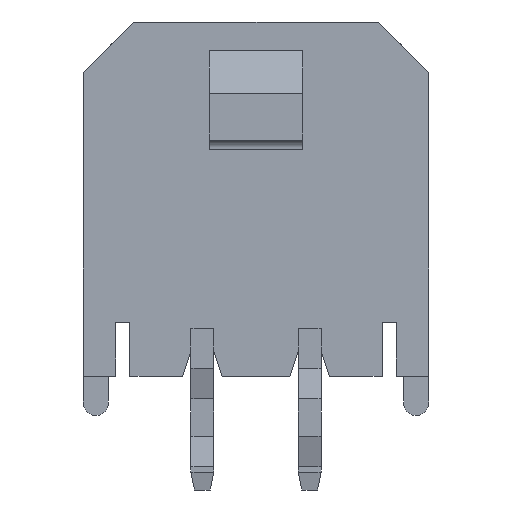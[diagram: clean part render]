
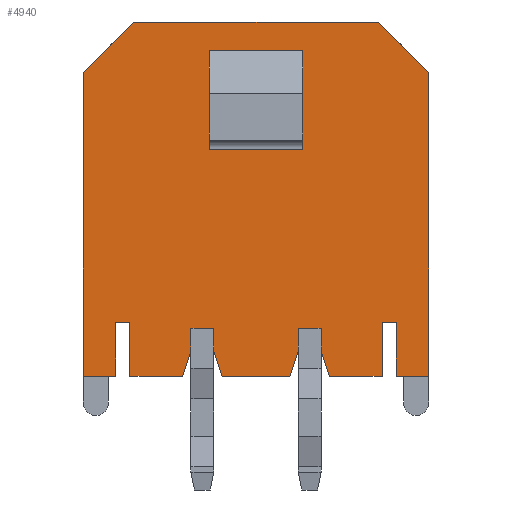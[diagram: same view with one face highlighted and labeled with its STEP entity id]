
A CAD part, front view. The second image highlights one B-rep face of the part: STEP entity #4940.
In plain terms, the highlighted face is planar.
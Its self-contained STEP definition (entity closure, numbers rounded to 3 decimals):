
#742=ORIENTED_EDGE('',*,*,#1073,.T.);
#743=ORIENTED_EDGE('',*,*,#1101,.T.);
#744=ORIENTED_EDGE('',*,*,#1458,.T.);
#745=ORIENTED_EDGE('',*,*,#1164,.T.);
#746=ORIENTED_EDGE('',*,*,#1183,.T.);
#747=ORIENTED_EDGE('',*,*,#1432,.T.);
#748=ORIENTED_EDGE('',*,*,#1179,.T.);
#749=ORIENTED_EDGE('',*,*,#1171,.T.);
#750=ORIENTED_EDGE('',*,*,#1427,.T.);
#751=ORIENTED_EDGE('',*,*,#1412,.F.);
#752=ORIENTED_EDGE('',*,*,#1366,.F.);
#753=ORIENTED_EDGE('',*,*,#1386,.F.);
#754=ORIENTED_EDGE('',*,*,#1391,.T.);
#755=ORIENTED_EDGE('',*,*,#1416,.F.);
#756=ORIENTED_EDGE('',*,*,#1340,.F.);
#757=ORIENTED_EDGE('',*,*,#1446,.F.);
#758=ORIENTED_EDGE('',*,*,#1337,.T.);
#759=ORIENTED_EDGE('',*,*,#1418,.T.);
#760=ORIENTED_EDGE('',*,*,#1394,.T.);
#761=ORIENTED_EDGE('',*,*,#1383,.T.);
#762=ORIENTED_EDGE('',*,*,#1443,.T.);
#763=ORIENTED_EDGE('',*,*,#1400,.T.);
#764=ORIENTED_EDGE('',*,*,#1459,.T.);
#765=ORIENTED_EDGE('',*,*,#1094,.T.);
#766=ORIENTED_EDGE('',*,*,#1067,.T.);
#767=ORIENTED_EDGE('',*,*,#1460,.T.);
#768=ORIENTED_EDGE('',*,*,#1325,.T.);
#769=ORIENTED_EDGE('',*,*,#1334,.T.);
#770=ORIENTED_EDGE('',*,*,#1320,.F.);
#771=ORIENTED_EDGE('',*,*,#1331,.F.);
#1067=EDGE_CURVE('',#1584,#1583,#1913,.T.);
#1073=EDGE_CURVE('',#1590,#1589,#1919,.T.);
#1094=EDGE_CURVE('',#1610,#1584,#1940,.T.);
#1101=EDGE_CURVE('',#1589,#1615,#1947,.T.);
#1164=EDGE_CURVE('',#1669,#1668,#2010,.T.);
#1171=EDGE_CURVE('',#1675,#1674,#2017,.T.);
#1179=EDGE_CURVE('',#1681,#1675,#2025,.T.);
#1183=EDGE_CURVE('',#1668,#1684,#2029,.T.);
#1320=EDGE_CURVE('',#1784,#1785,#2162,.T.);
#1325=EDGE_CURVE('',#1789,#1790,#2166,.T.);
#1331=EDGE_CURVE('',#1789,#1784,#2171,.T.);
#1334=EDGE_CURVE('',#1790,#1785,#2174,.T.);
#1337=EDGE_CURVE('',#1794,#1795,#2177,.T.);
#1340=EDGE_CURVE('',#1797,#1796,#2180,.T.);
#1366=EDGE_CURVE('',#1810,#1809,#2206,.T.);
#1383=EDGE_CURVE('',#1817,#1816,#2223,.T.);
#1386=EDGE_CURVE('',#1818,#1810,#2226,.T.);
#1391=EDGE_CURVE('',#1818,#1820,#2231,.T.);
#1394=EDGE_CURVE('',#1821,#1817,#2234,.T.);
#1400=EDGE_CURVE('',#1828,#1827,#2240,.T.);
#1412=EDGE_CURVE('',#1809,#1836,#2252,.T.);
#1416=EDGE_CURVE('',#1796,#1820,#2256,.T.);
#1418=EDGE_CURVE('',#1795,#1821,#2258,.T.);
#1427=EDGE_CURVE('',#1674,#1836,#2267,.T.);
#1432=EDGE_CURVE('',#1684,#1681,#2272,.T.);
#1443=EDGE_CURVE('',#1816,#1828,#2283,.T.);
#1446=EDGE_CURVE('',#1794,#1797,#2286,.T.);
#1458=EDGE_CURVE('',#1615,#1669,#2298,.T.);
#1459=EDGE_CURVE('',#1827,#1610,#2299,.T.);
#1460=EDGE_CURVE('',#1583,#1590,#2300,.T.);
#1583=VERTEX_POINT('',#6109);
#1584=VERTEX_POINT('',#6111);
#1589=VERTEX_POINT('',#6122);
#1590=VERTEX_POINT('',#6124);
#1610=VERTEX_POINT('',#6170);
#1615=VERTEX_POINT('',#6183);
#1668=VERTEX_POINT('',#6316);
#1669=VERTEX_POINT('',#6318);
#1674=VERTEX_POINT('',#6331);
#1675=VERTEX_POINT('',#6333);
#1681=VERTEX_POINT('',#6349);
#1684=VERTEX_POINT('',#6356);
#1784=VERTEX_POINT('',#6635);
#1785=VERTEX_POINT('',#6636);
#1789=VERTEX_POINT('',#6646);
#1790=VERTEX_POINT('',#6647);
#1794=VERTEX_POINT('',#6666);
#1795=VERTEX_POINT('',#6668);
#1796=VERTEX_POINT('',#6672);
#1797=VERTEX_POINT('',#6674);
#1809=VERTEX_POINT('',#6718);
#1810=VERTEX_POINT('',#6720);
#1816=VERTEX_POINT('',#6747);
#1817=VERTEX_POINT('',#6749);
#1818=VERTEX_POINT('',#6753);
#1820=VERTEX_POINT('',#6761);
#1821=VERTEX_POINT('',#6767);
#1827=VERTEX_POINT('',#6780);
#1828=VERTEX_POINT('',#6782);
#1836=VERTEX_POINT('',#6803);
#1913=LINE('',#6110,#2423);
#1919=LINE('',#6123,#2429);
#1940=LINE('',#6169,#2450);
#1947=LINE('',#6184,#2457);
#2010=LINE('',#6317,#2520);
#2017=LINE('',#6332,#2527);
#2025=LINE('',#6348,#2535);
#2029=LINE('',#6357,#2539);
#2162=LINE('',#6634,#2672);
#2166=LINE('',#6645,#2676);
#2171=LINE('',#6657,#2681);
#2174=LINE('',#6663,#2684);
#2177=LINE('',#6669,#2687);
#2180=LINE('',#6675,#2690);
#2206=LINE('',#6721,#2716);
#2223=LINE('',#6748,#2733);
#2226=LINE('',#6754,#2736);
#2231=LINE('',#6762,#2741);
#2234=LINE('',#6768,#2744);
#2240=LINE('',#6781,#2750);
#2252=LINE('',#6802,#2762);
#2256=LINE('',#6810,#2766);
#2258=LINE('',#6813,#2768);
#2267=LINE('',#6828,#2777);
#2272=LINE('',#6836,#2782);
#2283=LINE('',#6861,#2793);
#2286=LINE('',#6867,#2796);
#2298=LINE('',#6885,#2808);
#2299=LINE('',#6886,#2809);
#2300=LINE('',#6887,#2810);
#2423=VECTOR('',#5209,1000.);
#2429=VECTOR('',#5217,1000.);
#2450=VECTOR('',#5248,1000.);
#2457=VECTOR('',#5259,1000.);
#2520=VECTOR('',#5356,1000.);
#2527=VECTOR('',#5367,1000.);
#2535=VECTOR('',#5379,1000.);
#2539=VECTOR('',#5385,1000.);
#2672=VECTOR('',#5608,1000.);
#2676=VECTOR('',#5616,1000.);
#2681=VECTOR('',#5625,1000.);
#2684=VECTOR('',#5634,1000.);
#2687=VECTOR('',#5639,1000.);
#2690=VECTOR('',#5644,1000.);
#2716=VECTOR('',#5684,1000.);
#2733=VECTOR('',#5709,1000.);
#2736=VECTOR('',#5714,1000.);
#2741=VECTOR('',#5721,1000.);
#2744=VECTOR('',#5728,1000.);
#2750=VECTOR('',#5736,1000.);
#2762=VECTOR('',#5750,1000.);
#2766=VECTOR('',#5756,1000.);
#2768=VECTOR('',#5760,1000.);
#2777=VECTOR('',#5781,1000.);
#2782=VECTOR('',#5792,1000.);
#2793=VECTOR('',#5823,1000.);
#2796=VECTOR('',#5832,1000.);
#2808=VECTOR('',#5856,1000.);
#2809=VECTOR('',#5857,1000.);
#2810=VECTOR('',#5858,1000.);
#3061=EDGE_LOOP('',(#742,#743,#744,#745,#746,#747,#748,#749,#750,#751,#752,
#753,#754,#755,#756,#757,#758,#759,#760,#761,#762,#763,#764,#765,#766,#767));
#3062=EDGE_LOOP('',(#768,#769,#770,#771));
#3255=FACE_BOUND('',#3061,.T.);
#3256=FACE_BOUND('',#3062,.T.);
#3441=PLANE('',#5140);
#4940=ADVANCED_FACE('',(#3255,#3256),#3441,.T.);
#5140=AXIS2_PLACEMENT_3D('',#6884,#5854,#5855);
#5209=DIRECTION('',(0.,-1.,0.));
#5217=DIRECTION('',(0.,1.,0.));
#5248=DIRECTION('',(-0.312,-0.95,0.));
#5259=DIRECTION('',(-0.312,0.95,0.));
#5356=DIRECTION('',(-0.312,-0.95,0.));
#5367=DIRECTION('',(-0.312,0.95,0.));
#5379=DIRECTION('',(0.,1.,0.));
#5385=DIRECTION('',(0.,-1.,0.));
#5608=DIRECTION('',(0.,-1.,0.));
#5616=DIRECTION('',(0.,-1.,0.));
#5625=DIRECTION('',(-1.,0.,0.));
#5634=DIRECTION('',(-1.,0.,0.));
#5639=DIRECTION('',(0.707,0.707,0.));
#5644=DIRECTION('',(-0.707,0.707,0.));
#5684=DIRECTION('',(1.,0.,0.));
#5709=DIRECTION('',(0.,-1.,0.));
#5714=DIRECTION('',(0.,-1.,0.));
#5721=DIRECTION('',(-1.,0.,0.));
#5728=DIRECTION('',(-1.,0.,0.));
#5736=DIRECTION('',(0.,1.,0.));
#5750=DIRECTION('',(0.,1.,0.));
#5756=DIRECTION('',(0.,1.,0.));
#5760=DIRECTION('',(0.,1.,0.));
#5781=DIRECTION('',(-1.,0.,0.));
#5792=DIRECTION('',(-1.,0.,0.));
#5823=DIRECTION('',(-1.,0.,0.));
#5832=DIRECTION('',(-1.,0.,0.));
#5854=DIRECTION('',(0.,0.,1.));
#5855=DIRECTION('',(0.,-1.,0.));
#5856=DIRECTION('',(-1.,0.,0.));
#5857=DIRECTION('',(-1.,0.,0.));
#5858=DIRECTION('',(-1.,0.,0.));
#6109=CARTESIAN_POINT('',(1.82,3.61,2.185));
#6110=CARTESIAN_POINT('',(1.82,4.25,2.185));
#6111=CARTESIAN_POINT('',(1.82,4.25,2.185));
#6122=CARTESIAN_POINT('',(1.18,4.25,2.185));
#6123=CARTESIAN_POINT('',(1.18,3.61,2.185));
#6124=CARTESIAN_POINT('',(1.18,3.61,2.185));
#6169=CARTESIAN_POINT('',(2.05,4.95,2.185));
#6170=CARTESIAN_POINT('',(2.05,4.95,2.185));
#6183=CARTESIAN_POINT('',(0.95,4.95,2.185));
#6184=CARTESIAN_POINT('',(1.18,4.25,2.185));
#6316=CARTESIAN_POINT('',(-1.18,4.25,2.185));
#6317=CARTESIAN_POINT('',(-1.18,4.25,2.185));
#6318=CARTESIAN_POINT('',(-0.95,4.95,2.185));
#6331=CARTESIAN_POINT('',(-2.05,4.95,2.185));
#6332=CARTESIAN_POINT('',(-1.82,4.25,2.185));
#6333=CARTESIAN_POINT('',(-1.82,4.25,2.185));
#6348=CARTESIAN_POINT('',(-1.82,3.61,2.185));
#6349=CARTESIAN_POINT('',(-1.82,3.61,2.185));
#6356=CARTESIAN_POINT('',(-1.18,3.61,2.185));
#6357=CARTESIAN_POINT('',(-1.18,4.25,2.185));
#6634=CARTESIAN_POINT('',(-1.3,-4.15,2.185));
#6635=CARTESIAN_POINT('',(-1.3,-1.4,2.185));
#6636=CARTESIAN_POINT('',(-1.3,-4.15,2.185));
#6645=CARTESIAN_POINT('',(1.3,-4.15,2.185));
#6646=CARTESIAN_POINT('',(1.3,-1.4,2.185));
#6647=CARTESIAN_POINT('',(1.3,-4.15,2.185));
#6657=CARTESIAN_POINT('',(1.3,-1.4,2.185));
#6663=CARTESIAN_POINT('',(1.3,-4.15,2.185));
#6666=CARTESIAN_POINT('',(3.411,-4.95,2.185));
#6668=CARTESIAN_POINT('',(4.825,-3.536,2.185));
#6669=CARTESIAN_POINT('',(3.411,-4.95,2.185));
#6672=CARTESIAN_POINT('',(-4.825,-3.536,2.185));
#6674=CARTESIAN_POINT('',(-3.411,-4.95,2.185));
#6675=CARTESIAN_POINT('',(-3.411,-4.95,2.185));
#6718=CARTESIAN_POINT('',(-3.525,3.45,2.185));
#6720=CARTESIAN_POINT('',(-3.925,3.45,2.185));
#6721=CARTESIAN_POINT('',(-3.925,3.45,2.185));
#6747=CARTESIAN_POINT('',(3.925,3.45,2.185));
#6748=CARTESIAN_POINT('',(3.925,4.95,2.185));
#6749=CARTESIAN_POINT('',(3.925,4.95,2.185));
#6753=CARTESIAN_POINT('',(-3.925,4.95,2.185));
#6754=CARTESIAN_POINT('',(-3.925,4.95,2.185));
#6761=CARTESIAN_POINT('',(-4.825,4.95,2.185));
#6762=CARTESIAN_POINT('',(4.825,4.95,2.185));
#6767=CARTESIAN_POINT('',(4.825,4.95,2.185));
#6768=CARTESIAN_POINT('',(4.825,4.95,2.185));
#6780=CARTESIAN_POINT('',(3.525,4.95,2.185));
#6781=CARTESIAN_POINT('',(3.525,3.45,2.185));
#6782=CARTESIAN_POINT('',(3.525,3.45,2.185));
#6802=CARTESIAN_POINT('',(-3.525,3.45,2.185));
#6803=CARTESIAN_POINT('',(-3.525,4.95,2.185));
#6810=CARTESIAN_POINT('',(-4.825,-4.95,2.185));
#6813=CARTESIAN_POINT('',(4.825,-4.95,2.185));
#6828=CARTESIAN_POINT('',(4.825,4.95,2.185));
#6836=CARTESIAN_POINT('',(-1.18,3.61,2.185));
#6861=CARTESIAN_POINT('',(3.925,3.45,2.185));
#6867=CARTESIAN_POINT('',(4.825,-4.95,2.185));
#6884=CARTESIAN_POINT('',(4.825,-4.95,2.185));
#6885=CARTESIAN_POINT('',(4.825,4.95,2.185));
#6886=CARTESIAN_POINT('',(4.825,4.95,2.185));
#6887=CARTESIAN_POINT('',(1.82,3.61,2.185));
